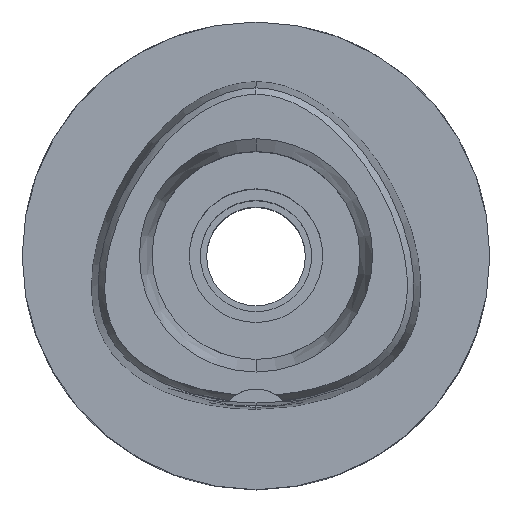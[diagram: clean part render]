
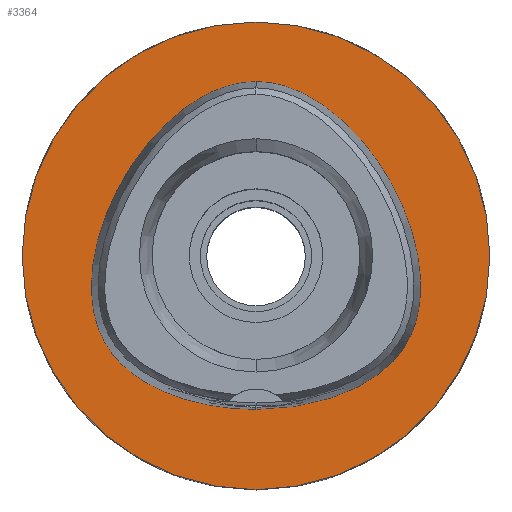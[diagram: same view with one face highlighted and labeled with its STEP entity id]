
A CAD part, top view. The second image highlights one B-rep face of the part: STEP entity #3364.
In plain terms, the highlighted planar face has unit normal (0, 0, 1).
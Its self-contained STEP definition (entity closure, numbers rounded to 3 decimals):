
#107 = CARTESIAN_POINT ( 'NONE',  ( 0., -31.5, 0. ) ) ;
#136 = PLANE ( 'NONE',  #894 ) ;
#144 = CARTESIAN_POINT ( 'NONE',  ( 6.341, -20.298, 0. ) ) ;
#188 = CARTESIAN_POINT ( 'NONE',  ( -21.555, -8.996, 0. ) ) ;
#350 = B_SPLINE_CURVE_WITH_KNOTS ( 'NONE', 3,
 ( #1328, #965, #4542, #4834, #1350, #2885, #3704, #648, #573, #4904, #1040, #2134, #188, #1755, #2494, #4491, #598, #544, #941, #2542, #4876, #995, #2587 ),
 .UNSPECIFIED., .F., .F.,
 ( 4, 1, 1, 1, 1, 1, 1, 1, 1, 1, 1, 1, 1, 1, 1, 1, 1, 1, 1, 1, 4 ),
 ( 0., 0.042, 0.083, 0.125, 0.167, 0.25, 0.333, 0.417, 0.5, 0.542, 0.583, 0.625, 0.646, 0.667, 0.688, 0.708, 0.75, 0.792, 0.833, 0.917, 1. ),
 .UNSPECIFIED. ) ;
#420 = VERTEX_POINT ( 'NONE', #1049 ) ;
#422 = ORIENTED_EDGE ( 'NONE', *, *, #4122, .F. ) ;
#532 = CARTESIAN_POINT ( 'NONE',  ( 22.057, -6.848, 0. ) ) ;
#544 = CARTESIAN_POINT ( 'NONE',  ( -16.959, -15.678, 0. ) ) ;
#573 = CARTESIAN_POINT ( 'NONE',  ( -20.749, 4.657, 0. ) ) ;
#576 = CARTESIAN_POINT ( 'NONE',  ( 0., 0., 0. ) ) ;
#584 = CARTESIAN_POINT ( 'NONE',  ( 16.959, -15.678, 0. ) ) ;
#598 = CARTESIAN_POINT ( 'NONE',  ( -18.568, -14.169, 0. ) ) ;
#608 = EDGE_CURVE ( 'NONE', #420, #4897, #4476, .T. ) ;
#648 = CARTESIAN_POINT ( 'NONE',  ( -18.068, 10.432, 0. ) ) ;
#654 = ORIENTED_EDGE ( 'NONE', *, *, #1542, .F. ) ;
#767 = DIRECTION ( 'NONE',  ( 0., 0., -1. ) ) ;
#894 = AXIS2_PLACEMENT_3D ( 'NONE', #576, #1783, #1354 ) ;
#929 = CARTESIAN_POINT ( 'NONE',  ( 20.35, -11.749, 0. ) ) ;
#941 = CARTESIAN_POINT ( 'NONE',  ( -14.673, -17.214, 0. ) ) ;
#965 = CARTESIAN_POINT ( 'NONE',  ( -0.855, 23.475, 0. ) ) ;
#995 = CARTESIAN_POINT ( 'NONE',  ( -2.114, -20.675, 0. ) ) ;
#1040 = CARTESIAN_POINT ( 'NONE',  ( -22.245, -4.1, 0. ) ) ;
#1049 = CARTESIAN_POINT ( 'NONE',  ( 0., 31.5, 0. ) ) ;
#1298 = AXIS2_PLACEMENT_3D ( 'NONE', #1512, #767, #3952 ) ;
#1328 = CARTESIAN_POINT ( 'NONE',  ( 0., 23.475, 0. ) ) ;
#1350 = CARTESIAN_POINT ( 'NONE',  ( -7.571, 21.315, 0. ) ) ;
#1354 = DIRECTION ( 'NONE',  ( 0., -1., 0. ) ) ;
#1469 = B_SPLINE_CURVE_WITH_KNOTS ( 'NONE', 3,
 ( #2165, #4094, #144, #3348, #1793, #584, #4939, #2987, #929, #2482, #4044, #532, #2093, #3661, #1718, #2894, #4451, #3062, #4216, #4190, #2708, #5040, #4273 ),
 .UNSPECIFIED., .F., .F.,
 ( 4, 1, 1, 1, 1, 1, 1, 1, 1, 1, 1, 1, 1, 1, 1, 1, 1, 1, 1, 1, 4 ),
 ( 0., 0.083, 0.167, 0.208, 0.25, 0.292, 0.313, 0.333, 0.354, 0.375, 0.417, 0.458, 0.5, 0.583, 0.667, 0.75, 0.833, 0.875, 0.917, 0.958, 1. ),
 .UNSPECIFIED. ) ;
#1512 = CARTESIAN_POINT ( 'NONE',  ( 0., 0., 0. ) ) ;
#1542 = EDGE_CURVE ( 'NONE', #4897, #420, #3334, .T. ) ;
#1718 = CARTESIAN_POINT ( 'NONE',  ( 20.749, 4.657, 0. ) ) ;
#1755 = CARTESIAN_POINT ( 'NONE',  ( -20.932, -10.604, 0. ) ) ;
#1783 = DIRECTION ( 'NONE',  ( 0., 0., -1. ) ) ;
#1793 = CARTESIAN_POINT ( 'NONE',  ( 14.673, -17.214, 0. ) ) ;
#1899 = CARTESIAN_POINT ( 'NONE',  ( 0., 23.475, 0. ) ) ;
#2034 = EDGE_LOOP ( 'NONE', ( #2732, #654 ) ) ;
#2093 = CARTESIAN_POINT ( 'NONE',  ( 22.245, -4.1, 0. ) ) ;
#2134 = CARTESIAN_POINT ( 'NONE',  ( -22.057, -6.848, 0. ) ) ;
#2160 = FACE_BOUND ( 'NONE', #4090, .T. ) ;
#2165 = CARTESIAN_POINT ( 'NONE',  ( 0., -20.675, 0. ) ) ;
#2482 = CARTESIAN_POINT ( 'NONE',  ( 20.932, -10.604, 0. ) ) ;
#2494 = CARTESIAN_POINT ( 'NONE',  ( -20.35, -11.749, 0. ) ) ;
#2542 = CARTESIAN_POINT ( 'NONE',  ( -11.233, -18.893, 0. ) ) ;
#2587 = CARTESIAN_POINT ( 'NONE',  ( 0., -20.675, 0. ) ) ;
#2708 = CARTESIAN_POINT ( 'NONE',  ( 2.565, 23.293, 0. ) ) ;
#2732 = ORIENTED_EDGE ( 'NONE', *, *, #608, .F. ) ;
#2885 = CARTESIAN_POINT ( 'NONE',  ( -10.746, 19.174, 0. ) ) ;
#2894 = CARTESIAN_POINT ( 'NONE',  ( 18.068, 10.432, 0. ) ) ;
#2987 = CARTESIAN_POINT ( 'NONE',  ( 19.649, -12.825, 0. ) ) ;
#3062 = CARTESIAN_POINT ( 'NONE',  ( 10.746, 19.174, 0. ) ) ;
#3199 = EDGE_CURVE ( 'NONE', #3905, #4985, #1469, .T. ) ;
#3246 = DIRECTION ( 'NONE',  ( 0., -1., 0. ) ) ;
#3334 = CIRCLE ( 'NONE', #4328, 31.5 ) ;
#3348 = CARTESIAN_POINT ( 'NONE',  ( 11.233, -18.893, 0. ) ) ;
#3364 = ADVANCED_FACE ( 'NONE', ( #4908, #2160 ), #136, .F. ) ;
#3661 = CARTESIAN_POINT ( 'NONE',  ( 21.978, -0.281, 0. ) ) ;
#3704 = CARTESIAN_POINT ( 'NONE',  ( -14.408, 15.641, 0. ) ) ;
#3905 = VERTEX_POINT ( 'NONE', #4524 ) ;
#3952 = DIRECTION ( 'NONE',  ( 0., 1., 0. ) ) ;
#4044 = CARTESIAN_POINT ( 'NONE',  ( 21.555, -8.996, 0. ) ) ;
#4090 = EDGE_LOOP ( 'NONE', ( #422, #4286 ) ) ;
#4094 = CARTESIAN_POINT ( 'NONE',  ( 2.114, -20.675, 0. ) ) ;
#4122 = EDGE_CURVE ( 'NONE', #4985, #3905, #350, .T. ) ;
#4190 = CARTESIAN_POINT ( 'NONE',  ( 5.098, 22.526, 0. ) ) ;
#4216 = CARTESIAN_POINT ( 'NONE',  ( 7.571, 21.315, 0. ) ) ;
#4273 = CARTESIAN_POINT ( 'NONE',  ( 0., 23.475, 0. ) ) ;
#4286 = ORIENTED_EDGE ( 'NONE', *, *, #3199, .F. ) ;
#4328 = AXIS2_PLACEMENT_3D ( 'NONE', #4377, #4397, #3246 ) ;
#4377 = CARTESIAN_POINT ( 'NONE',  ( 0., 0., 0. ) ) ;
#4397 = DIRECTION ( 'NONE',  ( 0., 0., -1. ) ) ;
#4451 = CARTESIAN_POINT ( 'NONE',  ( 14.408, 15.641, 0. ) ) ;
#4476 = CIRCLE ( 'NONE', #1298, 31.5 ) ;
#4491 = CARTESIAN_POINT ( 'NONE',  ( -19.649, -12.825, 0. ) ) ;
#4524 = CARTESIAN_POINT ( 'NONE',  ( 0., -20.675, 0. ) ) ;
#4542 = CARTESIAN_POINT ( 'NONE',  ( -2.565, 23.293, 0. ) ) ;
#4834 = CARTESIAN_POINT ( 'NONE',  ( -5.098, 22.526, 0. ) ) ;
#4876 = CARTESIAN_POINT ( 'NONE',  ( -6.341, -20.298, 0. ) ) ;
#4897 = VERTEX_POINT ( 'NONE', #107 ) ;
#4904 = CARTESIAN_POINT ( 'NONE',  ( -21.978, -0.281, 0. ) ) ;
#4908 = FACE_OUTER_BOUND ( 'NONE', #2034, .T. ) ;
#4939 = CARTESIAN_POINT ( 'NONE',  ( 18.568, -14.169, 0. ) ) ;
#4985 = VERTEX_POINT ( 'NONE', #1899 ) ;
#5040 = CARTESIAN_POINT ( 'NONE',  ( 0.855, 23.475, 0. ) ) ;
